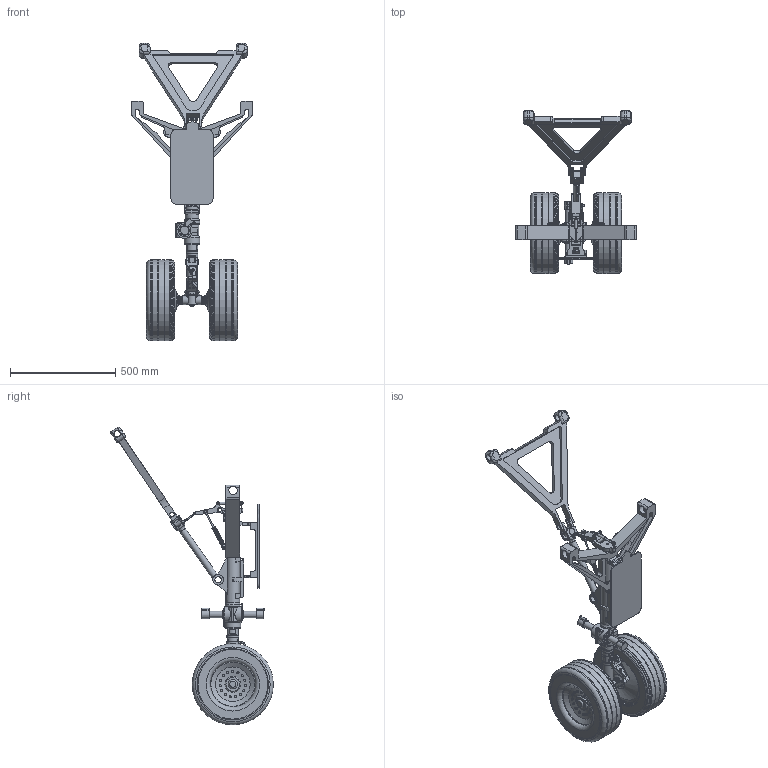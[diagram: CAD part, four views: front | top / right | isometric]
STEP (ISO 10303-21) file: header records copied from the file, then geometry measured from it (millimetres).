
FILE_DESCRIPTION(/* description */ (''),/* implementation_level */ '2;1');
FILE_NAME(/* name */ 'Landing Gear.step',/* time_stamp */ '2026-02-14T15:43:52+05:30',/* author */ (''),/* organization */ (''),/* preprocessor_version */ 'ST-DEVELOPER v20.1',/* originating_system */ 'Autodesk Translation Framework v14.24.0.0',/* authorisation */ '');
FILE_SCHEMA (('AUTOMOTIVE_DESIGN { 1 0 10303 214 3 1 1 }'));
Products named in the file (16): CAD Assignment 2; Shock Absorber;  Coupler Nuts; Towing Fitting; Shock Trut; Lower resistance rod; Downlock Actuator; Lock Springs; Forestay; Hide Cover; Tyre; Upper Torque link; Lower torque link; Safety Pin; Lock Strut; Backward facing lights
Assembly tree (15 placements, depth 3):
  CAD Assignment 2
    Shock Absorber
     Coupler Nuts
    Towing Fitting
    Shock Trut
    Lower resistance rod
    Downlock Actuator
    Lock Springs
    Forestay
    Hide Cover
    Tyre
    Upper Torque link
      Lower torque link
    Safety Pin
    Lock Strut
    Backward facing lights
Bounding box: 576.15 x 774.2 x 1417.01 mm (x, y, z)
Volume: 29846469.5 mm3; surface area: 2621035.9 mm2
Topology: 33 solids, 33 shells, 1778 faces, 4397 edges, 2855 vertices
Faces by surface type: plane 797, cylinder 745, torus 119, bspline 74, cone 43
Full cylindrical faces by diameter (mm): 0.5 x2, 1 x2, 1.5 x1, 1.737 x1, 2.828 x1, 3 x66, 3.442 x1, 6 x18, 6.5 x2, 6.8 x1, 7 x8, 8 x3, 8.3 x1, 8.5 x3, 8.862 x2, 8.9 x1, 10 x44, 10.5 x2, 12 x7, 12.806 x1, 13.5 x1, 13.816 x1, 14 x2, 15 x13, 15.5 x1, 16 x3, 18 x3, 20 x4, 25 x2, 30 x8
Entity records: 66708 total; most frequent: CARTESIAN_POINT 23030, DIRECTION 9258, ORIENTED_EDGE 8782, EDGE_CURVE 4391, AXIS2_PLACEMENT_3D 3532, VERTEX_POINT 2855, LINE 2194, VECTOR 2194
